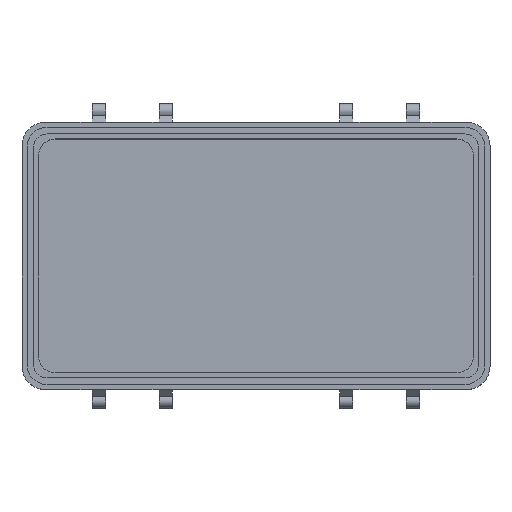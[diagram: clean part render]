
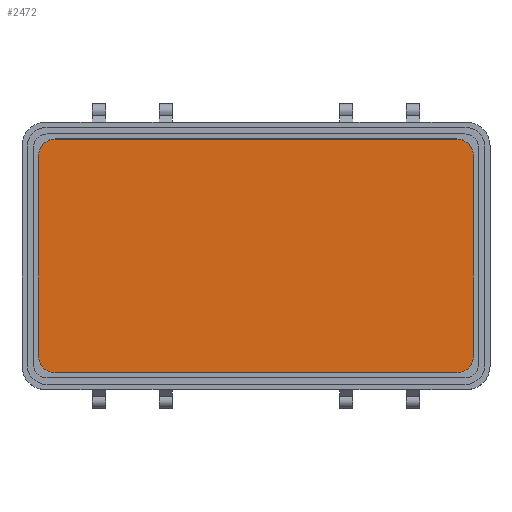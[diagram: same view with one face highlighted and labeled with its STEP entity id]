
A CAD part, top view. The second image highlights one B-rep face of the part: STEP entity #2472.
In plain terms, the highlighted planar face has unit normal (0, 0, 1).
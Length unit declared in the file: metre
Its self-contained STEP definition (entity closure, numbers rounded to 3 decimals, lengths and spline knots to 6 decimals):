
#100=CIRCLE('',#2679,0.005);
#101=CIRCLE('',#2680,0.005);
#102=CIRCLE('',#2681,0.005);
#103=CIRCLE('',#2682,0.005);
#660=ORIENTED_EDGE('',*,*,#1084,.T.);
#661=ORIENTED_EDGE('',*,*,#1085,.T.);
#662=ORIENTED_EDGE('',*,*,#1086,.T.);
#663=ORIENTED_EDGE('',*,*,#1087,.T.);
#664=ORIENTED_EDGE('',*,*,#1088,.F.);
#665=ORIENTED_EDGE('',*,*,#1089,.T.);
#666=ORIENTED_EDGE('',*,*,#1090,.F.);
#667=ORIENTED_EDGE('',*,*,#1091,.T.);
#1084=EDGE_CURVE('',#1332,#1333,#1596,.T.);
#1085=EDGE_CURVE('',#1333,#1334,#100,.T.);
#1086=EDGE_CURVE('',#1334,#1335,#1597,.T.);
#1087=EDGE_CURVE('',#1335,#1336,#101,.T.);
#1088=EDGE_CURVE('',#1337,#1336,#1598,.T.);
#1089=EDGE_CURVE('',#1337,#1338,#102,.T.);
#1090=EDGE_CURVE('',#1339,#1338,#1599,.T.);
#1091=EDGE_CURVE('',#1339,#1332,#103,.T.);
#1332=VERTEX_POINT('',#3990);
#1333=VERTEX_POINT('',#3991);
#1334=VERTEX_POINT('',#3993);
#1335=VERTEX_POINT('',#3995);
#1336=VERTEX_POINT('',#3997);
#1337=VERTEX_POINT('',#3999);
#1338=VERTEX_POINT('',#4001);
#1339=VERTEX_POINT('',#4003);
#1596=LINE('',#3989,#1876);
#1597=LINE('',#3994,#1877);
#1598=LINE('',#3998,#1878);
#1599=LINE('',#4002,#1879);
#1876=VECTOR('',#3278,1.);
#1877=VECTOR('',#3281,1.);
#1878=VECTOR('',#3284,1.);
#1879=VECTOR('',#3287,1.);
#2061=EDGE_LOOP('',(#660,#661,#662,#663,#664,#665,#666,#667));
#2229=FACE_BOUND('',#2061,.T.);
#2339=PLANE('',#2678);
#2472=ADVANCED_FACE('',(#2229),#2339,.T.);
#2678=AXIS2_PLACEMENT_3D('',#3988,#3276,#3277);
#2679=AXIS2_PLACEMENT_3D('',#3992,#3279,#3280);
#2680=AXIS2_PLACEMENT_3D('',#3996,#3282,#3283);
#2681=AXIS2_PLACEMENT_3D('',#4000,#3285,#3286);
#2682=AXIS2_PLACEMENT_3D('',#4004,#3288,#3289);
#3276=DIRECTION('',(0.,0.,1.));
#3277=DIRECTION('',(1.,0.,0.));
#3278=DIRECTION('',(0.,1.,0.));
#3279=DIRECTION('',(0.,0.,1.));
#3280=DIRECTION('',(1.,0.,0.));
#3281=DIRECTION('',(-1.,0.,0.));
#3282=DIRECTION('',(0.,0.,1.));
#3283=DIRECTION('',(1.,0.,0.));
#3284=DIRECTION('',(0.,1.,0.));
#3285=DIRECTION('',(0.,0.,1.));
#3286=DIRECTION('',(1.,0.,0.));
#3287=DIRECTION('',(-1.,0.,0.));
#3288=DIRECTION('',(0.,0.,1.));
#3289=DIRECTION('',(1.,0.,0.));
#3988=CARTESIAN_POINT('',(0.,0.,0.003));
#3989=CARTESIAN_POINT('',(0.065,0.,0.003));
#3990=CARTESIAN_POINT('',(0.065,-0.03,0.003));
#3991=CARTESIAN_POINT('',(0.065,0.03,0.003));
#3992=CARTESIAN_POINT('',(0.06,0.03,0.003));
#3993=CARTESIAN_POINT('',(0.06,0.035,0.003));
#3994=CARTESIAN_POINT('',(0.,0.035,0.003));
#3995=CARTESIAN_POINT('',(-0.06,0.035,0.003));
#3996=CARTESIAN_POINT('',(-0.06,0.03,0.003));
#3997=CARTESIAN_POINT('',(-0.065,0.03,0.003));
#3998=CARTESIAN_POINT('',(-0.065,0.,0.003));
#3999=CARTESIAN_POINT('',(-0.065,-0.03,0.003));
#4000=CARTESIAN_POINT('',(-0.06,-0.03,0.003));
#4001=CARTESIAN_POINT('',(-0.06,-0.035,0.003));
#4002=CARTESIAN_POINT('',(0.,-0.035,0.003));
#4003=CARTESIAN_POINT('',(0.06,-0.035,0.003));
#4004=CARTESIAN_POINT('',(0.06,-0.03,0.003));
